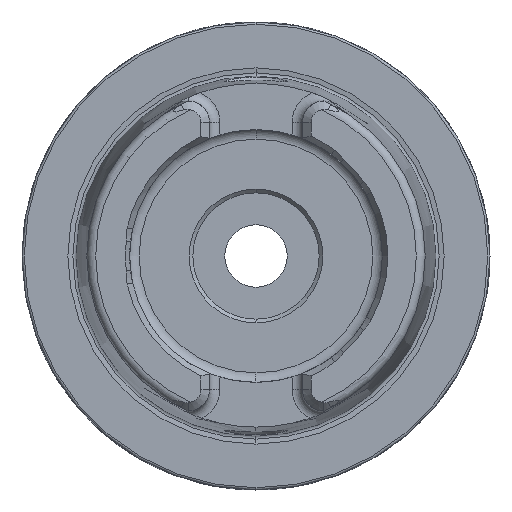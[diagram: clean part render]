
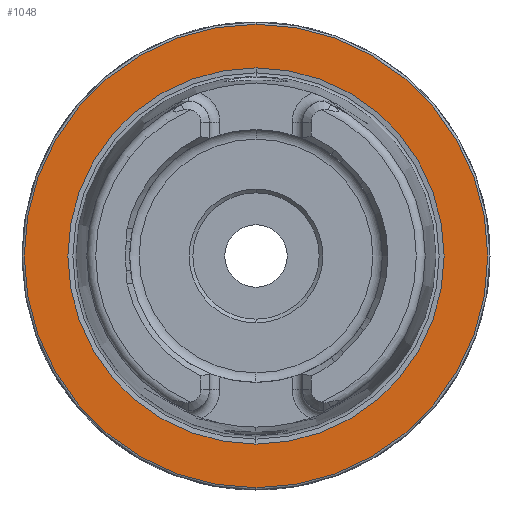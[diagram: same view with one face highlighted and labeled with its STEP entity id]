
A CAD part, left-side view. The second image highlights one B-rep face of the part: STEP entity #1048.
In plain terms, the highlighted planar face has unit normal (-1, 0, 0).
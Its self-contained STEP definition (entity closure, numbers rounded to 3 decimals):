
#548 = VERTEX_POINT ( 'NONE', #4474 ) ;
#588 = VERTEX_POINT ( 'NONE', #4454 ) ;
#606 = VERTEX_POINT ( 'NONE', #4439 ) ;
#641 = VERTEX_POINT ( 'NONE', #4423 ) ;
#1048 = ADVANCED_FACE ( 'NONE', ( #4909, #4906 ), #6039, .F. ) ;
#1797 = EDGE_LOOP ( 'NONE', ( #7873, #7874 ) ) ;
#2324 = EDGE_CURVE ( 'NONE', #588, #606, #8535, .T. ) ;
#2325 = EDGE_CURVE ( 'NONE', #641, #548, #8534, .T. ) ;
#2429 = AXIS2_PLACEMENT_3D ( 'NONE', #2835, #2836, #2837 ) ;
#2434 = AXIS2_PLACEMENT_3D ( 'NONE', #2922, #2923, #2924 ) ;
#2638 = CIRCLE ( 'NONE', #2429, 31.2 ) ;
#2670 = CIRCLE ( 'NONE', #2434, 25.324 ) ;
#2835 = CARTESIAN_POINT ( 'NONE',  ( 0., 0., 0. ) ) ;
#2836 = DIRECTION ( 'NONE',  ( -1., 0., 0. ) ) ;
#2837 = DIRECTION ( 'NONE',  ( 0., 0., 1. ) ) ;
#2922 = CARTESIAN_POINT ( 'NONE',  ( 0., 0., 0. ) ) ;
#2923 = DIRECTION ( 'NONE',  ( -1., 0., 0. ) ) ;
#2924 = DIRECTION ( 'NONE',  ( 0., 0., 1. ) ) ;
#4423 = CARTESIAN_POINT ( 'NONE',  ( 0., 0., -31.2 ) ) ;
#4439 = CARTESIAN_POINT ( 'NONE',  ( 0., 0., -25.324 ) ) ;
#4454 = CARTESIAN_POINT ( 'NONE',  ( 0., 0., 25.324 ) ) ;
#4474 = CARTESIAN_POINT ( 'NONE',  ( 0., 0., 31.2 ) ) ;
#4634 = EDGE_CURVE ( 'NONE', #548, #641, #2638, .T. ) ;
#4645 = EDGE_CURVE ( 'NONE', #606, #588, #2670, .T. ) ;
#4906 = FACE_OUTER_BOUND ( 'NONE', #1797, .T. ) ;
#4909 = FACE_BOUND ( 'NONE', #5078, .T. ) ;
#5078 = EDGE_LOOP ( 'NONE', ( #7871, #7872 ) ) ;
#5705 = AXIS2_PLACEMENT_3D ( 'NONE', #9560, #9562, #9563 ) ;
#5706 = AXIS2_PLACEMENT_3D ( 'NONE', #9551, #9553, #9555 ) ;
#6037 = DIRECTION ( 'NONE',  ( 0., 0., -1. ) ) ;
#6039 = PLANE ( 'NONE',  #8185 ) ;
#6041 = CARTESIAN_POINT ( 'NONE',  ( 0., 31.2, 0. ) ) ;
#6051 = DIRECTION ( 'NONE',  ( 1., 0., 0. ) ) ;
#7871 = ORIENTED_EDGE ( 'NONE', *, *, #2324, .F. ) ;
#7872 = ORIENTED_EDGE ( 'NONE', *, *, #4645, .F. ) ;
#7873 = ORIENTED_EDGE ( 'NONE', *, *, #4634, .T. ) ;
#7874 = ORIENTED_EDGE ( 'NONE', *, *, #2325, .T. ) ;
#8185 = AXIS2_PLACEMENT_3D ( 'NONE', #6041, #6051, #6037 ) ;
#8534 = CIRCLE ( 'NONE', #5705, 31.2 ) ;
#8535 = CIRCLE ( 'NONE', #5706, 25.324 ) ;
#9551 = CARTESIAN_POINT ( 'NONE',  ( 0., 0., 0. ) ) ;
#9553 = DIRECTION ( 'NONE',  ( -1., 0., 0. ) ) ;
#9555 = DIRECTION ( 'NONE',  ( 0., 0., 1. ) ) ;
#9560 = CARTESIAN_POINT ( 'NONE',  ( 0., 0., 0. ) ) ;
#9562 = DIRECTION ( 'NONE',  ( -1., 0., 0. ) ) ;
#9563 = DIRECTION ( 'NONE',  ( 0., 0., 1. ) ) ;
